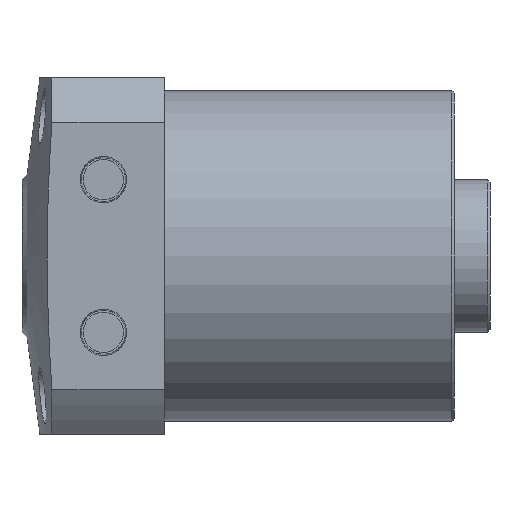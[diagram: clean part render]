
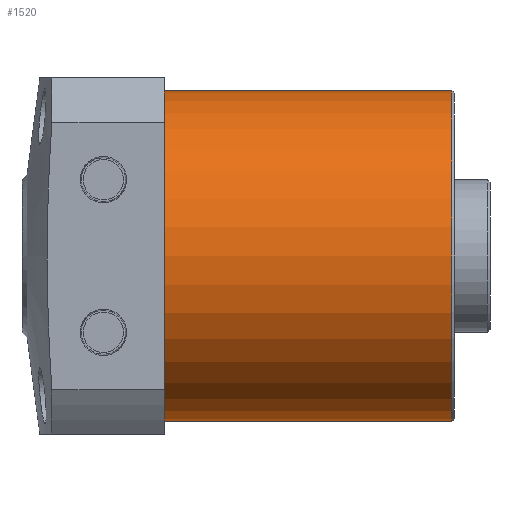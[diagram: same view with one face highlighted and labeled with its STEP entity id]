
A CAD part, left-side view. The second image highlights one B-rep face of the part: STEP entity #1520.
In plain terms, the highlighted cylindrical face has radius 32.5 mm (diameter 65 mm), a partial arc.
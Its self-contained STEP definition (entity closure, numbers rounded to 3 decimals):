
#83 = CIRCLE ( 'NONE', #1684, 32.5 ) ;
#279 = EDGE_LOOP ( 'NONE', ( #816, #818, #819, #820 ) ) ;
#345 = CARTESIAN_POINT ( 'NONE',  ( 0., 57., 0. ) ) ;
#362 = DIRECTION ( 'NONE',  ( 0., -1., 0. ) ) ;
#365 = DIRECTION ( 'NONE',  ( 0., 0., -1. ) ) ;
#428 = CARTESIAN_POINT ( 'NONE',  ( 0., 0.5, -32.5 ) ) ;
#431 = CARTESIAN_POINT ( 'NONE',  ( 0., 57., 32.5 ) ) ;
#443 = CARTESIAN_POINT ( 'NONE',  ( 0., 0.5, 0. ) ) ;
#444 = DIRECTION ( 'NONE',  ( 0., 1., 0. ) ) ;
#445 = DIRECTION ( 'NONE',  ( 0., 0., 1. ) ) ;
#816 = ORIENTED_EDGE ( 'NONE', *, *, #1116, .F. ) ;
#818 = ORIENTED_EDGE ( 'NONE', *, *, #1045, .T. ) ;
#819 = ORIENTED_EDGE ( 'NONE', *, *, #1113, .T. ) ;
#820 = ORIENTED_EDGE ( 'NONE', *, *, #1042, .T. ) ;
#912 = VERTEX_POINT ( 'NONE', #431 ) ;
#916 = VERTEX_POINT ( 'NONE', #428 ) ;
#1042 = EDGE_CURVE ( 'NONE', #916, #1560, #83, .T. ) ;
#1045 = EDGE_CURVE ( 'NONE', #912, #1569, #2339, .T. ) ;
#1113 = EDGE_CURVE ( 'NONE', #1569, #916, #2101, .T. ) ;
#1116 = EDGE_CURVE ( 'NONE', #912, #1560, #2107, .T. ) ;
#1352 = DIRECTION ( 'NONE',  ( 0., 0., -1. ) ) ;
#1359 = DIRECTION ( 'NONE',  ( 0., -1., 0. ) ) ;
#1360 = CARTESIAN_POINT ( 'NONE',  ( 0., 57., 0. ) ) ;
#1418 = CARTESIAN_POINT ( 'NONE',  ( 0., 0.5, 32.5 ) ) ;
#1425 = CARTESIAN_POINT ( 'NONE',  ( 0., 57., -32.5 ) ) ;
#1520 = ADVANCED_FACE ( 'NONE', ( #2219 ), #2223, .T. ) ;
#1560 = VERTEX_POINT ( 'NONE', #1418 ) ;
#1569 = VERTEX_POINT ( 'NONE', #1425 ) ;
#1684 = AXIS2_PLACEMENT_3D ( 'NONE', #443, #444, #445 ) ;
#1690 = AXIS2_PLACEMENT_3D ( 'NONE', #345, #362, #365 ) ;
#1777 = AXIS2_PLACEMENT_3D ( 'NONE', #1360, #1359, #1352 ) ;
#1869 = CARTESIAN_POINT ( 'NONE',  ( 0., 57., -32.5 ) ) ;
#1870 = DIRECTION ( 'NONE',  ( 0., -1., 0. ) ) ;
#1876 = CARTESIAN_POINT ( 'NONE',  ( 0., 57., 32.5 ) ) ;
#1877 = DIRECTION ( 'NONE',  ( 0., -1., 0. ) ) ;
#2101 = LINE ( 'NONE', #1869, #2105 ) ;
#2105 = VECTOR ( 'NONE', #1870, 1000. ) ;
#2107 = LINE ( 'NONE', #1876, #2110 ) ;
#2110 = VECTOR ( 'NONE', #1877, 1000. ) ;
#2219 = FACE_OUTER_BOUND ( 'NONE', #279, .T. ) ;
#2223 = CYLINDRICAL_SURFACE ( 'NONE', #1777, 32.5 ) ;
#2339 = CIRCLE ( 'NONE', #1690, 32.5 ) ;
